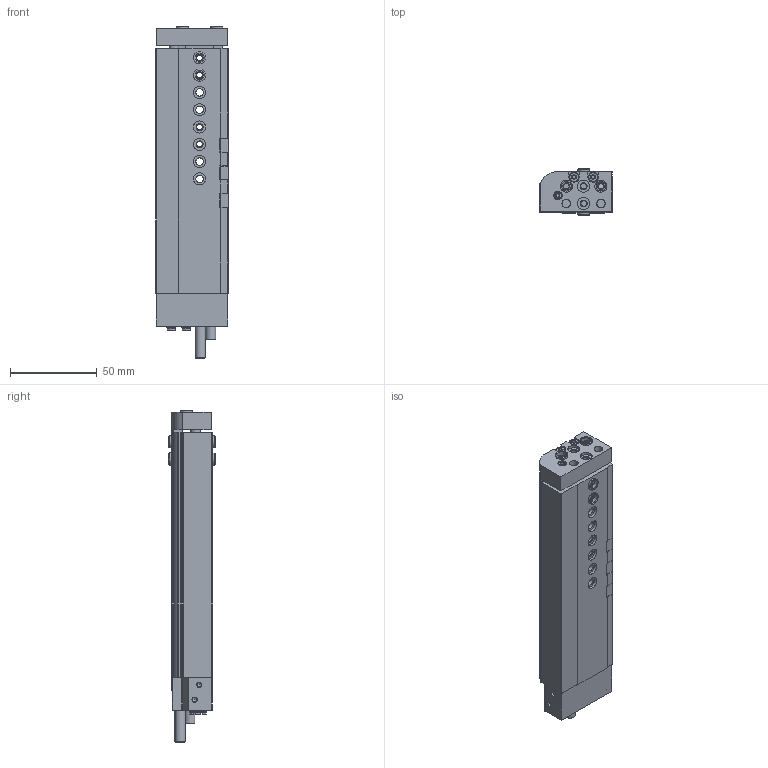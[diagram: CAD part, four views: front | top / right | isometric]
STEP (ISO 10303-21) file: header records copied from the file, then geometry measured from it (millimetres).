
FILE_DESCRIPTION(/* description */ ('STEP AP214'),/* implementation_level */ '2;1');
FILE_NAME(/* name */ '543937_DGSL-8-80-P1A',/* time_stamp */ '2024-08-16T04:47:54+02:00',/* author */ ('License CC BY-ND 4.0'),/* organization */ ('CADENAS'),/* preprocessor_version */ 'ST-DEVELOPER v19.3',/* originating_system */ 'PARTsolutions',/* authorisation */ ' ');
FILE_SCHEMA (('AUTOMOTIVE_DESIGN {1 0 10303 214 3 1 1}'));
Length unit declared in the file: millimetre
Products named in the file (8): 543937 DGSL-8-80-P1A---(0); DGSL-8---(80-0-0-20-zr); 548372 DYEF-M6-Y1F_P; 30979 B-M3-S9; 686784 DGSL-8-AS; 686800 DGSL-8-AS; DGSL-8---(80-0-JP); 8146544 ZBH-7-B
Assembly tree (15 placements, depth 2):
  543937 DGSL-8-80-P1A---(0)
    DGSL-8---(80-0-0-20-zr)
    548372 DYEF-M6-Y1F_P  x2
    30979 B-M3-S9  x2
    686784 DGSL-8-AS
    686800 DGSL-8-AS  x2
    DGSL-8---(80-0-JP)
    8146544 ZBH-7-B  x6
Bounding box: 42 x 26.6 x 191.9 mm (x, y, z)
Volume: 126416.6 mm3; surface area: 56870.2 mm2
Topology: 15 solids, 15 shells, 744 faces, 1837 edges, 1187 vertices
Faces by surface type: plane 385, cylinder 253, cone 83, torus 23
Full cylindrical faces by diameter (mm): 2.013 x1, 2.4 x2, 2.459 x7, 2.5 x2, 3 x5, 3.242 x12, 3.459 x2, 4 x3, 4.3 x4, 4.5 x3, 4.8 x2, 5 x3, 5.459 x2, 5.5 x12, 5.58 x2, 6 x8, 7 x16, 8 x4, 8.2 x4, 10 x2
Entity records: 18743 total; most frequent: CARTESIAN_POINT 3263, DIRECTION 3159, ORIENTED_EDGE 2800, EDGE_CURVE 1400, AXIS2_PLACEMENT_3D 1179, VERTEX_POINT 1007, FACE_BOUND 899, EDGE_LOOP 890
